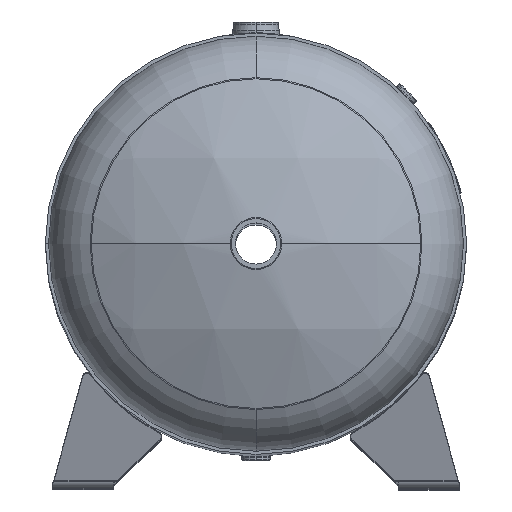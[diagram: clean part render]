
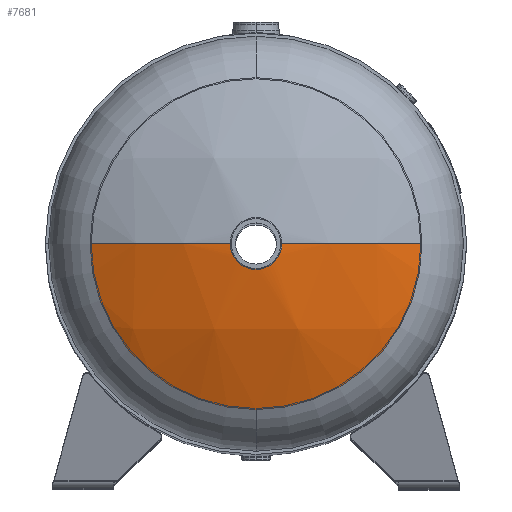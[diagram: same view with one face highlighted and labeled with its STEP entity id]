
A CAD part, top view. The second image highlights one B-rep face of the part: STEP entity #7681.
In plain terms, the highlighted spherical face has radius 548.64 mm.
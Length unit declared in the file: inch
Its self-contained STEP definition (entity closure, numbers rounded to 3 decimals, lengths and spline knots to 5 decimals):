
#139 = CARTESIAN_POINT ( 'NONE',  ( 1.3775, 0., 33.45603 ) ) ;
#155 = CARTESIAN_POINT ( 'NONE',  ( -1.3775, 0., 33.45603 ) ) ;
#157 = CARTESIAN_POINT ( 'NONE',  ( 0., -9.6, 31.24942 ) ) ;
#162 = CARTESIAN_POINT ( 'NONE',  ( 9.6, 0., 31.24942 ) ) ;
#185 = CARTESIAN_POINT ( 'NONE',  ( -9.6, 0., 31.24942 ) ) ;
#1868 = VERTEX_POINT ( 'NONE', #139 ) ;
#1891 = VERTEX_POINT ( 'NONE', #155 ) ;
#1893 = VERTEX_POINT ( 'NONE', #157 ) ;
#1898 = VERTEX_POINT ( 'NONE', #162 ) ;
#1921 = VERTEX_POINT ( 'NONE', #185 ) ;
#4204 = AXIS2_PLACEMENT_3D ( 'NONE', #5202, #5203, #5204 ) ;
#4207 = CIRCLE ( 'NONE', #4204, 21.6 ) ;
#4210 = AXIS2_PLACEMENT_3D ( 'NONE', #5193, #5194, #5195 ) ;
#4211 = CIRCLE ( 'NONE', #4210, 9.6 ) ;
#4239 = AXIS2_PLACEMENT_3D ( 'NONE', #9669, #9670, #9671 ) ;
#4242 = CIRCLE ( 'NONE', #4239, 9.6 ) ;
#4254 = AXIS2_PLACEMENT_3D ( 'NONE', #9572, #9573, #9574 ) ;
#4270 = CIRCLE ( 'NONE', #4254, 21.6 ) ;
#5193 = CARTESIAN_POINT ( 'NONE',  ( 0., 0., 31.24942 ) ) ;
#5194 = DIRECTION ( 'NONE',  ( 0., 0., -1. ) ) ;
#5195 = DIRECTION ( 'NONE',  ( 0., 1., 0. ) ) ;
#5202 = CARTESIAN_POINT ( 'NONE',  ( 0., 0., 11.9 ) ) ;
#5203 = DIRECTION ( 'NONE',  ( 0., 1., 0. ) ) ;
#5204 = DIRECTION ( 'NONE',  ( 0., 0., 1. ) ) ;
#5682 = EDGE_LOOP ( 'NONE', ( #5767, #5766, #5765, #5764, #5763 ) ) ;
#5763 = ORIENTED_EDGE ( 'NONE', *, *, #7546, .F. ) ;
#5764 = ORIENTED_EDGE ( 'NONE', *, *, #7517, .F. ) ;
#5765 = ORIENTED_EDGE ( 'NONE', *, *, #7543, .F. ) ;
#5766 = ORIENTED_EDGE ( 'NONE', *, *, #7507, .T. ) ;
#5767 = ORIENTED_EDGE ( 'NONE', *, *, #7595, .F. ) ;
#6226 = CARTESIAN_POINT ( 'NONE',  ( 0., 0., 33.45603 ) ) ;
#6227 = DIRECTION ( 'NONE',  ( 0., 0., 1. ) ) ;
#6228 = DIRECTION ( 'NONE',  ( -1., 0., 0. ) ) ;
#6795 = CARTESIAN_POINT ( 'NONE',  ( 0., 0., 11.9 ) ) ;
#6803 = FACE_OUTER_BOUND ( 'NONE', #5682, .T. ) ;
#6805 = SPHERICAL_SURFACE ( 'NONE', #10260, 21.6 ) ;
#6808 = DIRECTION ( 'NONE',  ( 0., -1., 0. ) ) ;
#6810 = DIRECTION ( 'NONE',  ( 1., 0., 0. ) ) ;
#7507 = EDGE_CURVE ( 'NONE', #1891, #1921, #4270, .T. ) ;
#7517 = EDGE_CURVE ( 'NONE', #1898, #1893, #4242, .T. ) ;
#7543 = EDGE_CURVE ( 'NONE', #1893, #1921, #4211, .T. ) ;
#7546 = EDGE_CURVE ( 'NONE', #1868, #1898, #4207, .T. ) ;
#7595 = EDGE_CURVE ( 'NONE', #1891, #1868, #10247, .T. ) ;
#7681 = ADVANCED_FACE ( 'NONE', ( #6803 ), #6805, .T. ) ;
#9572 = CARTESIAN_POINT ( 'NONE',  ( 0., 0., 11.9 ) ) ;
#9573 = DIRECTION ( 'NONE',  ( 0., -1., 0. ) ) ;
#9574 = DIRECTION ( 'NONE',  ( 1., 0., 0. ) ) ;
#9669 = CARTESIAN_POINT ( 'NONE',  ( 0., 0., 31.24942 ) ) ;
#9670 = DIRECTION ( 'NONE',  ( 0., 0., -1. ) ) ;
#9671 = DIRECTION ( 'NONE',  ( 0., 1., 0. ) ) ;
#10246 = AXIS2_PLACEMENT_3D ( 'NONE', #6226, #6227, #6228 ) ;
#10247 = CIRCLE ( 'NONE', #10246, 1.3775 ) ;
#10260 = AXIS2_PLACEMENT_3D ( 'NONE', #6795, #6808, #6810 ) ;
